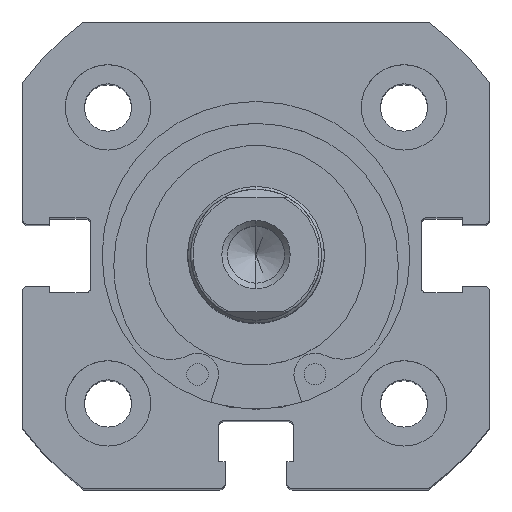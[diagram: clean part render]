
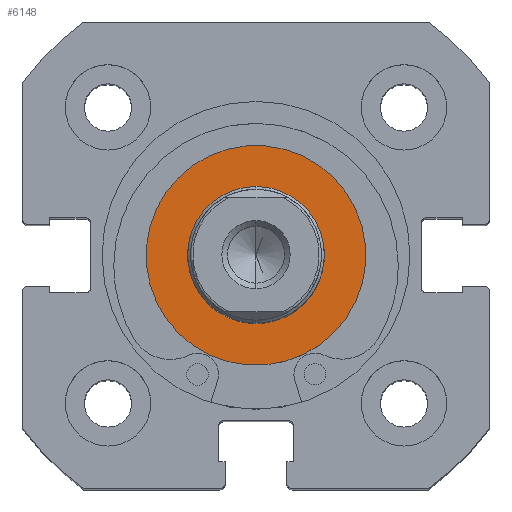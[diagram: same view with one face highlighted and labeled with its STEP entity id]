
A CAD part, top view. The second image highlights one B-rep face of the part: STEP entity #6148.
In plain terms, the highlighted face is planar.
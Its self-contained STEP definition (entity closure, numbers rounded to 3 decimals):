
#662 = FACE_OUTER_BOUND ( 'NONE', #4615, .T. ) ;
#664 = FACE_BOUND ( 'NONE', #4637, .T. ) ;
#1147 = CARTESIAN_POINT ( 'NONE',  ( 0., 9.65, 0. ) ) ;
#1153 = PLANE ( 'NONE',  #4528 ) ;
#1154 = DIRECTION ( 'NONE',  ( 1., 0., 0. ) ) ;
#1155 = DIRECTION ( 'NONE',  ( 0., 0., -1. ) ) ;
#1507 = CARTESIAN_POINT ( 'NONE',  ( 0., 0., 6. ) ) ;
#1552 = CARTESIAN_POINT ( 'NONE',  ( 0., 0., 9.65 ) ) ;
#1564 = CARTESIAN_POINT ( 'NONE',  ( 0., 0., -6. ) ) ;
#1597 = CARTESIAN_POINT ( 'NONE',  ( 0., 0., -9.65 ) ) ;
#1869 = DIRECTION ( 'NONE',  ( 0., 0., 1. ) ) ;
#1874 = DIRECTION ( 'NONE',  ( -1., 0., 0. ) ) ;
#1894 = CARTESIAN_POINT ( 'NONE',  ( 0., 0., 0. ) ) ;
#1914 = DIRECTION ( 'NONE',  ( 0., 0., 1. ) ) ;
#1918 = DIRECTION ( 'NONE',  ( -1., 0., 0. ) ) ;
#1956 = CARTESIAN_POINT ( 'NONE',  ( 0., 0., 0. ) ) ;
#2285 = DIRECTION ( 'NONE',  ( 0., 0., 1. ) ) ;
#2288 = DIRECTION ( 'NONE',  ( -1., 0., 0. ) ) ;
#2289 = CARTESIAN_POINT ( 'NONE',  ( 0., 0., 0. ) ) ;
#2793 = DIRECTION ( 'NONE',  ( 0., 0., 1. ) ) ;
#2796 = DIRECTION ( 'NONE',  ( -1., 0., 0. ) ) ;
#2800 = CARTESIAN_POINT ( 'NONE',  ( 0., 0., 0. ) ) ;
#2948 = ORIENTED_EDGE ( 'NONE', *, *, #3525, .T. ) ;
#3048 = ORIENTED_EDGE ( 'NONE', *, *, #3840, .F. ) ;
#3052 = ORIENTED_EDGE ( 'NONE', *, *, #3813, .F. ) ;
#3060 = ORIENTED_EDGE ( 'NONE', *, *, #3836, .T. ) ;
#3525 = EDGE_CURVE ( 'NONE', #5865, #5826, #5116, .T. ) ;
#3813 = EDGE_CURVE ( 'NONE', #5854, #5907, #5385, .T. ) ;
#3836 = EDGE_CURVE ( 'NONE', #5826, #5865, #5419, .T. ) ;
#3840 = EDGE_CURVE ( 'NONE', #5907, #5854, #5422, .T. ) ;
#4142 = AXIS2_PLACEMENT_3D ( 'NONE', #2800, #2796, #2793 ) ;
#4223 = AXIS2_PLACEMENT_3D ( 'NONE', #2289, #2288, #2285 ) ;
#4237 = AXIS2_PLACEMENT_3D ( 'NONE', #1956, #1918, #1914 ) ;
#4240 = AXIS2_PLACEMENT_3D ( 'NONE', #1894, #1874, #1869 ) ;
#4528 = AXIS2_PLACEMENT_3D ( 'NONE', #1147, #1154, #1155 ) ;
#4615 = EDGE_LOOP ( 'NONE', ( #2948, #3060 ) ) ;
#4637 = EDGE_LOOP ( 'NONE', ( #3048, #3052 ) ) ;
#5116 = CIRCLE ( 'NONE', #4142, 9.65 ) ;
#5385 = CIRCLE ( 'NONE', #4223, 6. ) ;
#5419 = CIRCLE ( 'NONE', #4237, 9.65 ) ;
#5422 = CIRCLE ( 'NONE', #4240, 6. ) ;
#5826 = VERTEX_POINT ( 'NONE', #1597 ) ;
#5854 = VERTEX_POINT ( 'NONE', #1564 ) ;
#5865 = VERTEX_POINT ( 'NONE', #1552 ) ;
#5907 = VERTEX_POINT ( 'NONE', #1507 ) ;
#6148 = ADVANCED_FACE ( 'NONE', ( #664, #662 ), #1153, .F. ) ;
